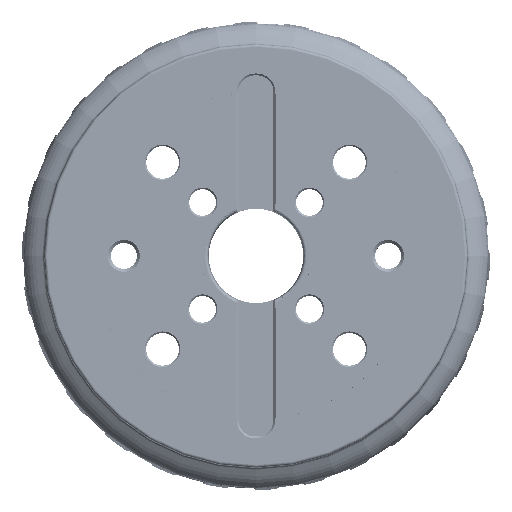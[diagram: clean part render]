
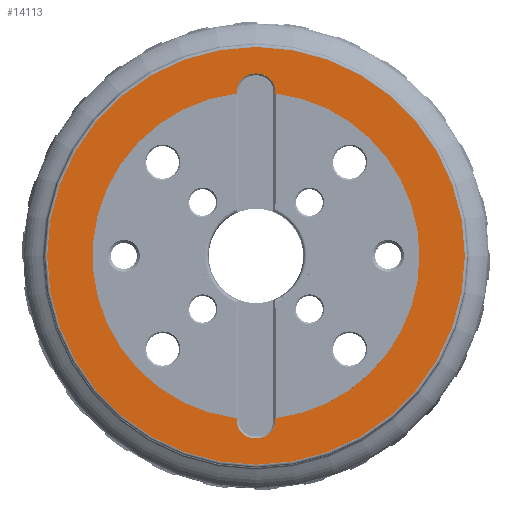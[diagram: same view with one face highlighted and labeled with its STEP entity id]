
A CAD part, top view. The second image highlights one B-rep face of the part: STEP entity #14113.
In plain terms, the highlighted planar face has unit normal (0, 0, 1).
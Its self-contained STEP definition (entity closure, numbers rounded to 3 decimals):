
#482=FACE_BOUND('',#23489,.T.);
#483=FACE_BOUND('',#23490,.T.);
#2003=PLANE('',#80476);
#5934=LINE('',#145383,#9754);
#5935=LINE('',#145387,#9755);
#5936=LINE('',#145391,#9756);
#5937=LINE('',#145395,#9757);
#5938=LINE('',#145399,#9758);
#5939=LINE('',#145403,#9759);
#9754=VECTOR('',#94740,1.);
#9755=VECTOR('',#94743,1.);
#9756=VECTOR('',#94746,1.);
#9757=VECTOR('',#94749,1.);
#9758=VECTOR('',#94752,1.);
#9759=VECTOR('',#94755,1.);
#14113=ADVANCED_FACE('',(#482,#483),#2003,.T.);
#23489=EDGE_LOOP('',(#40654,#40655));
#23490=EDGE_LOOP('',(#40656,#40657,#40658,#40659,#40660,#40661,#40662,#40663,
#40664,#40665,#40666,#40667,#40668));
#27637=CIRCLE('',#80452,140.5);
#27639=CIRCLE('',#80455,140.5);
#27645=CIRCLE('',#80469,110.);
#27646=CIRCLE('',#80470,110.);
#27647=CIRCLE('',#80471,12.2);
#27648=CIRCLE('',#80472,12.2);
#27649=CIRCLE('',#80473,110.);
#27650=CIRCLE('',#80474,12.2);
#27651=CIRCLE('',#80475,12.2);
#40654=ORIENTED_EDGE('',*,*,#66179,.F.);
#40655=ORIENTED_EDGE('',*,*,#66177,.F.);
#40656=ORIENTED_EDGE('',*,*,#66193,.F.);
#40657=ORIENTED_EDGE('',*,*,#66194,.F.);
#40658=ORIENTED_EDGE('',*,*,#66195,.T.);
#40659=ORIENTED_EDGE('',*,*,#66196,.F.);
#40660=ORIENTED_EDGE('',*,*,#66197,.T.);
#40661=ORIENTED_EDGE('',*,*,#66198,.F.);
#40662=ORIENTED_EDGE('',*,*,#66199,.T.);
#40663=ORIENTED_EDGE('',*,*,#66200,.F.);
#40664=ORIENTED_EDGE('',*,*,#66201,.T.);
#40665=ORIENTED_EDGE('',*,*,#66202,.F.);
#40666=ORIENTED_EDGE('',*,*,#66203,.T.);
#40667=ORIENTED_EDGE('',*,*,#66204,.F.);
#40668=ORIENTED_EDGE('',*,*,#66205,.T.);
#56983=VERTEX_POINT('',#145206);
#56984=VERTEX_POINT('',#145208);
#56992=VERTEX_POINT('',#145379);
#56993=VERTEX_POINT('',#145380);
#56994=VERTEX_POINT('',#145382);
#56995=VERTEX_POINT('',#145384);
#56996=VERTEX_POINT('',#145386);
#56997=VERTEX_POINT('',#145388);
#56998=VERTEX_POINT('',#145390);
#56999=VERTEX_POINT('',#145392);
#57000=VERTEX_POINT('',#145394);
#57001=VERTEX_POINT('',#145396);
#57002=VERTEX_POINT('',#145398);
#57003=VERTEX_POINT('',#145400);
#57004=VERTEX_POINT('',#145402);
#66177=EDGE_CURVE('',#56983,#56984,#27637,.T.);
#66179=EDGE_CURVE('',#56984,#56983,#27639,.T.);
#66193=EDGE_CURVE('',#56992,#56993,#27645,.T.);
#66194=EDGE_CURVE('',#56994,#56992,#27646,.T.);
#66195=EDGE_CURVE('',#56994,#56995,#5934,.T.);
#66196=EDGE_CURVE('',#56996,#56995,#27647,.T.);
#66197=EDGE_CURVE('',#56996,#56997,#5935,.T.);
#66198=EDGE_CURVE('',#56998,#56997,#27648,.T.);
#66199=EDGE_CURVE('',#56998,#56999,#5936,.T.);
#66200=EDGE_CURVE('',#57000,#56999,#27649,.T.);
#66201=EDGE_CURVE('',#57000,#57001,#5937,.T.);
#66202=EDGE_CURVE('',#57002,#57001,#27650,.T.);
#66203=EDGE_CURVE('',#57002,#57003,#5938,.T.);
#66204=EDGE_CURVE('',#57004,#57003,#27651,.T.);
#66205=EDGE_CURVE('',#57004,#56993,#5939,.T.);
#80452=AXIS2_PLACEMENT_3D('',#145207,#94696,#94697);
#80455=AXIS2_PLACEMENT_3D('',#145211,#94702,#94703);
#80469=AXIS2_PLACEMENT_3D('',#145378,#94736,#94737);
#80470=AXIS2_PLACEMENT_3D('',#145381,#94738,#94739);
#80471=AXIS2_PLACEMENT_3D('',#145385,#94741,#94742);
#80472=AXIS2_PLACEMENT_3D('',#145389,#94744,#94745);
#80473=AXIS2_PLACEMENT_3D('',#145393,#94747,#94748);
#80474=AXIS2_PLACEMENT_3D('',#145397,#94750,#94751);
#80475=AXIS2_PLACEMENT_3D('',#145401,#94753,#94754);
#80476=AXIS2_PLACEMENT_3D('',#145404,#94756,#94757);
#94696=DIRECTION('',(0.,0.,-1.));
#94697=DIRECTION('',(1.,0.,0.));
#94702=DIRECTION('',(0.,0.,-1.));
#94703=DIRECTION('',(-1.,0.,0.));
#94736=DIRECTION('',(0.,0.,1.));
#94737=DIRECTION('',(1.,0.,0.));
#94738=DIRECTION('',(0.,0.,1.));
#94739=DIRECTION('',(0.117,-0.993,0.));
#94740=DIRECTION('',(0.,-1.,0.));
#94741=DIRECTION('',(0.,0.,1.));
#94742=DIRECTION('',(0.,-1.,0.));
#94743=DIRECTION('',(-1.,0.,0.));
#94744=DIRECTION('',(0.,0.,1.));
#94745=DIRECTION('',(-1.,0.,0.));
#94746=DIRECTION('',(0.,1.,0.));
#94747=DIRECTION('',(0.,0.,1.));
#94748=DIRECTION('',(-0.117,0.993,0.));
#94749=DIRECTION('',(0.,1.,0.));
#94750=DIRECTION('',(0.,0.,1.));
#94751=DIRECTION('',(0.,1.,0.));
#94752=DIRECTION('',(1.,0.,0.));
#94753=DIRECTION('',(0.,0.,1.));
#94754=DIRECTION('',(1.,0.,0.));
#94755=DIRECTION('',(0.,-1.,0.));
#94756=DIRECTION('',(0.,0.,1.));
#94757=DIRECTION('',(-1.,0.,0.));
#145206=CARTESIAN_POINT('',(140.5,0.,-0.8));
#145207=CARTESIAN_POINT('',(0.,0.,-0.8));
#145208=CARTESIAN_POINT('',(-140.5,0.,-0.8));
#145211=CARTESIAN_POINT('',(0.,0.,-0.8));
#145378=CARTESIAN_POINT('',(0.,0.,-0.8));
#145379=CARTESIAN_POINT('',(110.,0.,-0.8));
#145380=CARTESIAN_POINT('',(12.9,109.241,-0.8));
#145381=CARTESIAN_POINT('',(0.,0.,-0.8));
#145382=CARTESIAN_POINT('',(12.9,-109.241,-0.8));
#145383=CARTESIAN_POINT('',(12.9,-109.241,-0.8));
#145384=CARTESIAN_POINT('',(12.9,-110.5,-0.8));
#145385=CARTESIAN_POINT('',(0.7,-110.5,-0.8));
#145386=CARTESIAN_POINT('',(0.7,-122.7,-0.8));
#145387=CARTESIAN_POINT('',(0.7,-122.7,-0.8));
#145388=CARTESIAN_POINT('',(-0.7,-122.7,-0.8));
#145389=CARTESIAN_POINT('',(-0.7,-110.5,-0.8));
#145390=CARTESIAN_POINT('',(-12.9,-110.5,-0.8));
#145391=CARTESIAN_POINT('',(-12.9,-110.5,-0.8));
#145392=CARTESIAN_POINT('',(-12.9,-109.241,-0.8));
#145393=CARTESIAN_POINT('',(0.,0.,-0.8));
#145394=CARTESIAN_POINT('',(-12.9,109.241,-0.8));
#145395=CARTESIAN_POINT('',(-12.9,109.241,-0.8));
#145396=CARTESIAN_POINT('',(-12.9,110.5,-0.8));
#145397=CARTESIAN_POINT('',(-0.7,110.5,-0.8));
#145398=CARTESIAN_POINT('',(-0.7,122.7,-0.8));
#145399=CARTESIAN_POINT('',(-0.7,122.7,-0.8));
#145400=CARTESIAN_POINT('',(0.7,122.7,-0.8));
#145401=CARTESIAN_POINT('',(0.7,110.5,-0.8));
#145402=CARTESIAN_POINT('',(12.9,110.5,-0.8));
#145403=CARTESIAN_POINT('',(12.9,110.5,-0.8));
#145404=CARTESIAN_POINT('',(0.,0.,-0.8));
